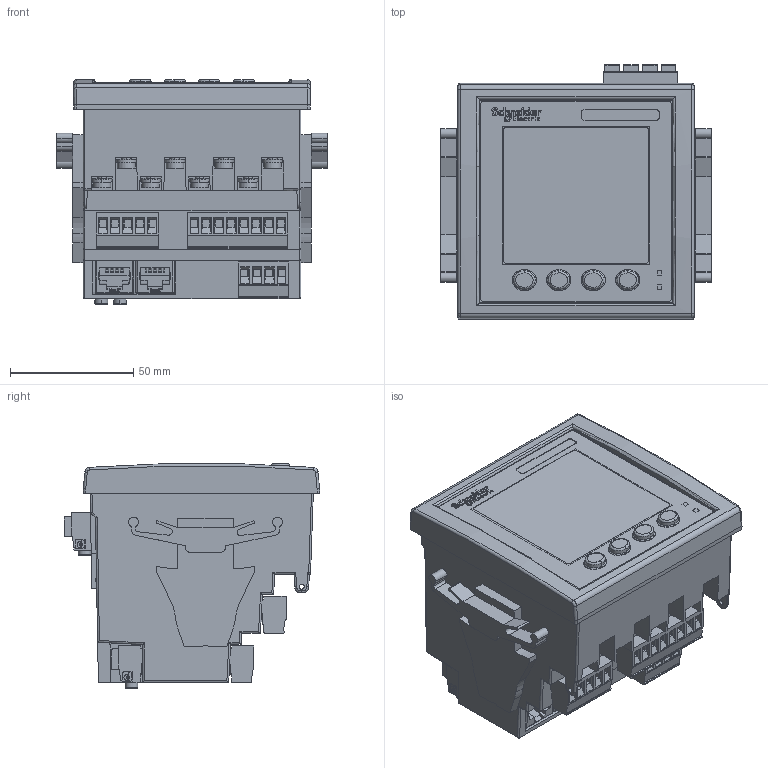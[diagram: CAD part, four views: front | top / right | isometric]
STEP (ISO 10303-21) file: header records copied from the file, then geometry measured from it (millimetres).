
FILE_DESCRIPTION((''),'2;1');
FILE_NAME('METSEPM5560','2020-08-13T20:25:03',('SESA530332'),('Schneider-Electric'),'CREO PARAMETRIC BY PTC INC, 2019164','CREO PARAMETRIC BY PTC INC, 2019164','');
FILE_SCHEMA(('CONFIG_CONTROL_DESIGN'));
Products named in the file (1): METSEPM5560
Bounding box: 110 x 103.65 x 91.33 mm (x, y, z)
Volume: 573773.6 mm3; surface area: 81136 mm2
Topology: 2 solids, 5 shells, 2385 faces, 6357 edges, 4128 vertices
Faces by surface type: plane 1666, cylinder 547, extrusion 77, bspline 49, torus 25, sphere 21
Entity records: 79316 total; most frequent: CARTESIAN_POINT 19827, ORIENTED_EDGE 12674, DIRECTION 11621, EDGE_CURVE 6337, VECTOR 4883, LINE 4806, VERTEX_POINT 4125, AXIS2_PLACEMENT_3D 3369
